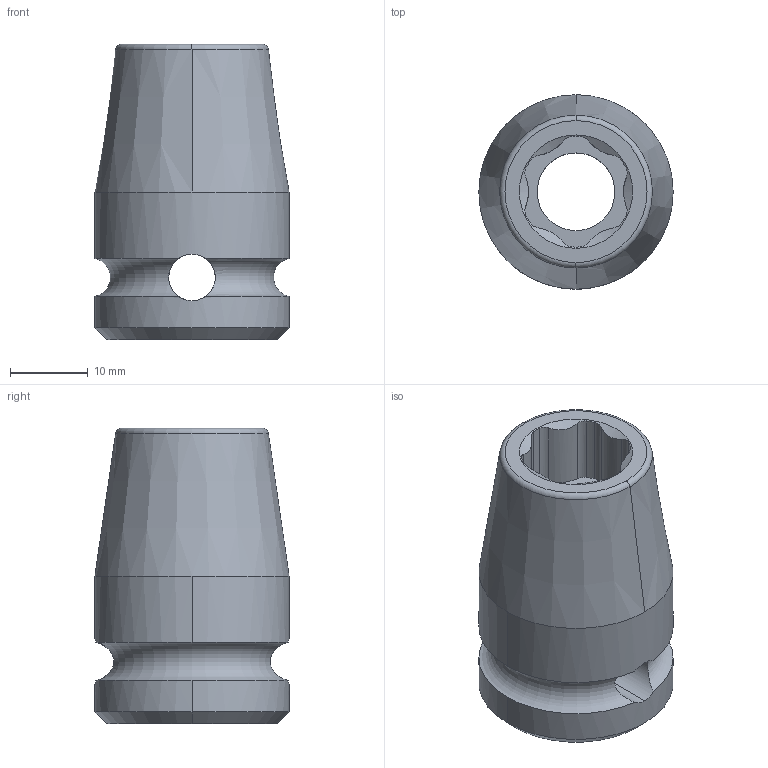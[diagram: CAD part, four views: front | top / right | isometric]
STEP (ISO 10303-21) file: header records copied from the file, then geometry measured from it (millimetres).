
FILE_DESCRIPTION((''),'2;1');
FILE_NAME('4027131112_ASM','2023-09-11T12:04:28',('a00565553'),(''),'CREO PARAMETRIC BY PTC INC, 2022414','CREO PARAMETRIC BY PTC INC, 2022414','');
FILE_SCHEMA(('CONFIG_CONTROL_DESIGN','GEOMETRIC_VALIDATION_PROPERTIES_MIM'));
Length unit declared in the file: millimetre
Products named in the file (2): 4027130812; 4027131112_ASM
Assembly tree (1 placements, depth 2):
  4027131112_ASM
    4027130812
Bounding box: 25 x 25 x 38 mm (x, y, z)
Volume: 10886.9 mm3; surface area: 10170.6 mm2
Topology: 1 solids, 2 shells, 132 faces, 366 edges, 236 vertices
Faces by surface type: cylinder 78, plane 26, cone 20, torus 8
Entity records: 4867 total; most frequent: CARTESIAN_POINT 1343, ORIENTED_EDGE 732, DIRECTION 698, EDGE_CURVE 366, AXIS2_PLACEMENT_3D 287, VERTEX_POINT 236, CIRCLE 152, EDGE_LOOP 142
